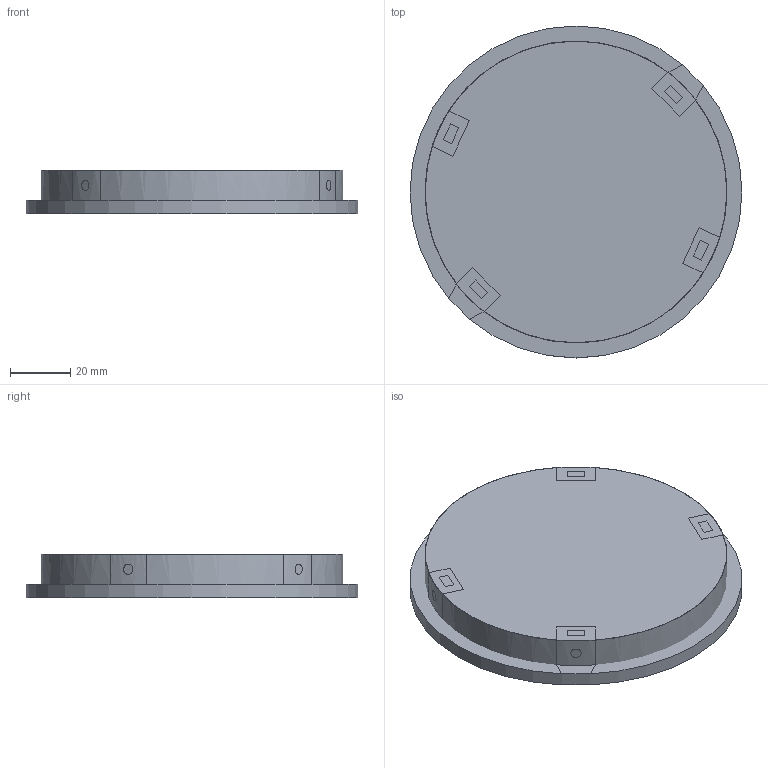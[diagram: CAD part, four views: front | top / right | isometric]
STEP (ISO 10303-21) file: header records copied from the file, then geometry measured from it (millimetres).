
FILE_DESCRIPTION(('FreeCAD Model'),'2;1');
FILE_NAME('Open CASCADE Shape Model','2021-07-31T14:06:56',('Author'),( ''),'Open CASCADE STEP processor 7.5','FreeCAD','Unknown');
FILE_SCHEMA(('AUTOMOTIVE_DESIGN { 1 0 10303 214 1 1 1 1 }'));
Length unit declared in the file: millimetre
Products named in the file (1): Art4BodyBot
Bounding box: 110 x 110 x 14.5 mm (x, y, z)
Volume: 113674.9 mm3; surface area: 59515 mm2
Topology: 1 solids, 1 shells, 104 faces, 258 edges, 164 vertices
Faces by surface type: plane 76, cylinder 28
Full cylindrical faces by diameter (mm): 3.4 x16, 5.9 x4, 24 x1, 110 x1
Entity records: 6838 total; most frequent: CARTESIAN_POINT 1687, DIRECTION 960, LINE 630, VECTOR 630, ORIENTED_EDGE 492, PCURVE 492, DEFINITIONAL_REPRESENTATION 492, EDGE_CURVE 246
